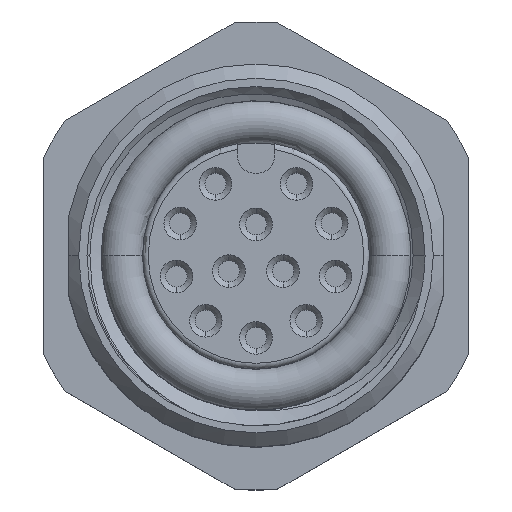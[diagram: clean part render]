
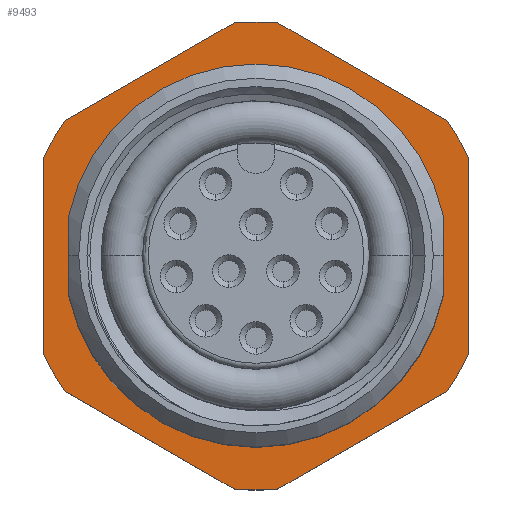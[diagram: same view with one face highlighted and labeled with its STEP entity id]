
A CAD part, top view. The second image highlights one B-rep face of the part: STEP entity #9493.
In plain terms, the highlighted planar face has unit normal (0, 0, 1).
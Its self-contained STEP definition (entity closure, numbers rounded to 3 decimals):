
#30 = LINE ( 'NONE', #2608, #10167 ) ;
#85 = AXIS2_PLACEMENT_3D ( 'NONE', #247, #958, #4310 ) ;
#247 = CARTESIAN_POINT ( 'NONE',  ( 0., 0., -8.4 ) ) ;
#254 = DIRECTION ( 'NONE',  ( 1., 0., 0. ) ) ;
#300 = DIRECTION ( 'NONE',  ( 1., 0., 0. ) ) ;
#308 = ORIENTED_EDGE ( 'NONE', *, *, #9555, .F. ) ;
#462 = ORIENTED_EDGE ( 'NONE', *, *, #8271, .F. ) ;
#484 = CARTESIAN_POINT ( 'NONE',  ( -7.5, -3.437, -8.4 ) ) ;
#519 = DIRECTION ( 'NONE',  ( 0., 0., 1. ) ) ;
#637 = ORIENTED_EDGE ( 'NONE', *, *, #1228, .F. ) ;
#714 = CARTESIAN_POINT ( 'NONE',  ( -7.5, 8.25, -8.4 ) ) ;
#717 = DIRECTION ( 'NONE',  ( 0., -1., 0. ) ) ;
#740 = CARTESIAN_POINT ( 'NONE',  ( 7.5, -3.437, -8.4 ) ) ;
#857 = CARTESIAN_POINT ( 'NONE',  ( 0.774, -8.214, -8.4 ) ) ;
#958 = DIRECTION ( 'NONE',  ( 0., 0., 1. ) ) ;
#985 = VERTEX_POINT ( 'NONE', #9183 ) ;
#1019 = DIRECTION ( 'NONE',  ( 0., 0., 1. ) ) ;
#1228 = EDGE_CURVE ( 'NONE', #10858, #4523, #5385, .T. ) ;
#1273 = DIRECTION ( 'NONE',  ( -0.866, 0.5, 0. ) ) ;
#1334 = EDGE_LOOP ( 'NONE', ( #5298, #3734, #1400, #4036 ) ) ;
#1400 = ORIENTED_EDGE ( 'NONE', *, *, #8897, .T. ) ;
#1437 = CARTESIAN_POINT ( 'NONE',  ( 0., 0., -8.4 ) ) ;
#1464 = DIRECTION ( 'NONE',  ( 0., 0., 1. ) ) ;
#1531 = DIRECTION ( 'NONE',  ( 0., -1., 0. ) ) ;
#1560 = EDGE_CURVE ( 'NONE', #9138, #1915, #6361, .T. ) ;
#1650 = CARTESIAN_POINT ( 'NONE',  ( 7.5, 8.25, -8.4 ) ) ;
#1666 = ORIENTED_EDGE ( 'NONE', *, *, #1823, .F. ) ;
#1760 = LINE ( 'NONE', #1650, #4813 ) ;
#1823 = EDGE_CURVE ( 'NONE', #9946, #10553, #1760, .T. ) ;
#1891 = LINE ( 'NONE', #6825, #3951 ) ;
#1915 = VERTEX_POINT ( 'NONE', #5773 ) ;
#2120 = CARTESIAN_POINT ( 'NONE',  ( 0., 0., -8.4 ) ) ;
#2152 = VERTEX_POINT ( 'NONE', #9848 ) ;
#2173 = CIRCLE ( 'NONE', #4966, 8.25 ) ;
#2367 = LINE ( 'NONE', #3095, #5747 ) ;
#2433 = AXIS2_PLACEMENT_3D ( 'NONE', #5615, #8984, #6708 ) ;
#2608 = CARTESIAN_POINT ( 'NONE',  ( 7.322, -4.433, -8.4 ) ) ;
#2671 = DIRECTION ( 'NONE',  ( 0.866, -0.5, 0. ) ) ;
#2697 = ORIENTED_EDGE ( 'NONE', *, *, #3420, .T. ) ;
#2727 = LINE ( 'NONE', #3494, #3603 ) ;
#2789 = ORIENTED_EDGE ( 'NONE', *, *, #4743, .F. ) ;
#2800 = VERTEX_POINT ( 'NONE', #484 ) ;
#3075 = CARTESIAN_POINT ( 'NONE',  ( 6.6, 1.415, -8.4 ) ) ;
#3095 = CARTESIAN_POINT ( 'NONE',  ( -6.6, 11.767, -8.4 ) ) ;
#3420 = EDGE_CURVE ( 'NONE', #10858, #10115, #6301, .T. ) ;
#3494 = CARTESIAN_POINT ( 'NONE',  ( -0.178, 8.558, -8.4 ) ) ;
#3582 = CARTESIAN_POINT ( 'NONE',  ( -0.774, -8.214, -8.4 ) ) ;
#3603 = VECTOR ( 'NONE', #10215, 1000. ) ;
#3612 = CARTESIAN_POINT ( 'NONE',  ( 0., 0., -8.4 ) ) ;
#3734 = ORIENTED_EDGE ( 'NONE', *, *, #3937, .F. ) ;
#3768 = CARTESIAN_POINT ( 'NONE',  ( 6.6, -1.415, -8.4 ) ) ;
#3830 = CIRCLE ( 'NONE', #8571, 8.25 ) ;
#3846 = CARTESIAN_POINT ( 'NONE',  ( -6.726, 4.777, -8.4 ) ) ;
#3857 = CARTESIAN_POINT ( 'NONE',  ( -7.322, -4.433, -8.4 ) ) ;
#3908 = CARTESIAN_POINT ( 'NONE',  ( 6.6, 11.767, -8.4 ) ) ;
#3924 = DIRECTION ( 'NONE',  ( 1., 0., 0. ) ) ;
#3937 = EDGE_CURVE ( 'NONE', #9199, #6767, #4793, .T. ) ;
#3951 = VECTOR ( 'NONE', #2671, 1000. ) ;
#3981 = DIRECTION ( 'NONE',  ( 0., 0., 1. ) ) ;
#4027 = AXIS2_PLACEMENT_3D ( 'NONE', #1437, #3981, #8833 ) ;
#4036 = ORIENTED_EDGE ( 'NONE', *, *, #7160, .F. ) ;
#4076 = EDGE_CURVE ( 'NONE', #2152, #985, #5668, .T. ) ;
#4202 = EDGE_CURVE ( 'NONE', #10348, #10553, #2173, .T. ) ;
#4280 = CARTESIAN_POINT ( 'NONE',  ( -6.6, 1.415, -8.4 ) ) ;
#4310 = DIRECTION ( 'NONE',  ( 1., 0., 0. ) ) ;
#4380 = CARTESIAN_POINT ( 'NONE',  ( 6.726, 4.777, -8.4 ) ) ;
#4425 = CARTESIAN_POINT ( 'NONE',  ( 0., 0., -8.4 ) ) ;
#4523 = VERTEX_POINT ( 'NONE', #7643 ) ;
#4624 = ORIENTED_EDGE ( 'NONE', *, *, #7099, .T. ) ;
#4743 = EDGE_CURVE ( 'NONE', #2800, #1915, #6475, .T. ) ;
#4793 = CIRCLE ( 'NONE', #9018, 6.75 ) ;
#4813 = VECTOR ( 'NONE', #717, 1000. ) ;
#4871 = DIRECTION ( 'NONE',  ( 1., 0., 0. ) ) ;
#4887 = DIRECTION ( 'NONE',  ( 0., 1., 0. ) ) ;
#4921 = ORIENTED_EDGE ( 'NONE', *, *, #4076, .T. ) ;
#4966 = AXIS2_PLACEMENT_3D ( 'NONE', #8153, #5670, #8319 ) ;
#5298 = ORIENTED_EDGE ( 'NONE', *, *, #8920, .T. ) ;
#5385 = LINE ( 'NONE', #3857, #6446 ) ;
#5473 = CARTESIAN_POINT ( 'NONE',  ( -6.6, -1.415, -8.4 ) ) ;
#5573 = CARTESIAN_POINT ( 'NONE',  ( 6.726, -4.777, -8.4 ) ) ;
#5615 = CARTESIAN_POINT ( 'NONE',  ( 0., 8.25, -8.4 ) ) ;
#5668 = CIRCLE ( 'NONE', #6690, 8.25 ) ;
#5670 = DIRECTION ( 'NONE',  ( 0., 0., 1. ) ) ;
#5747 = VECTOR ( 'NONE', #4887, 1000. ) ;
#5773 = CARTESIAN_POINT ( 'NONE',  ( -7.5, 3.437, -8.4 ) ) ;
#5828 = ORIENTED_EDGE ( 'NONE', *, *, #7165, .F. ) ;
#5860 = AXIS2_PLACEMENT_3D ( 'NONE', #7826, #6877, #300 ) ;
#6215 = CIRCLE ( 'NONE', #85, 6.75 ) ;
#6301 = CIRCLE ( 'NONE', #4027, 8.25 ) ;
#6361 = CIRCLE ( 'NONE', #10065, 8.25 ) ;
#6446 = VECTOR ( 'NONE', #1273, 1000. ) ;
#6475 = LINE ( 'NONE', #714, #8018 ) ;
#6690 = AXIS2_PLACEMENT_3D ( 'NONE', #2120, #519, #3924 ) ;
#6708 = DIRECTION ( 'NONE',  ( -1., 0., 0. ) ) ;
#6767 = VERTEX_POINT ( 'NONE', #4280 ) ;
#6812 = EDGE_LOOP ( 'NONE', ( #4921, #5828, #10777, #2789, #7086, #637, #2697, #308, #9801, #1666, #4624, #462 ) ) ;
#6825 = CARTESIAN_POINT ( 'NONE',  ( 0.178, 8.558, -8.4 ) ) ;
#6877 = DIRECTION ( 'NONE',  ( 0., 0., 1. ) ) ;
#6964 = VECTOR ( 'NONE', #1531, 1000. ) ;
#7086 = ORIENTED_EDGE ( 'NONE', *, *, #9053, .T. ) ;
#7099 = EDGE_CURVE ( 'NONE', #9946, #8399, #8328, .T. ) ;
#7160 = EDGE_CURVE ( 'NONE', #10415, #7543, #6215, .T. ) ;
#7165 = EDGE_CURVE ( 'NONE', #9138, #985, #2727, .T. ) ;
#7543 = VERTEX_POINT ( 'NONE', #3768 ) ;
#7643 = CARTESIAN_POINT ( 'NONE',  ( -6.726, -4.777, -8.4 ) ) ;
#7774 = DIRECTION ( 'NONE',  ( 0., 0., 1. ) ) ;
#7826 = CARTESIAN_POINT ( 'NONE',  ( 0., 0., -8.4 ) ) ;
#8018 = VECTOR ( 'NONE', #9197, 1000. ) ;
#8153 = CARTESIAN_POINT ( 'NONE',  ( 0., 0., -8.4 ) ) ;
#8271 = EDGE_CURVE ( 'NONE', #2152, #8399, #1891, .T. ) ;
#8319 = DIRECTION ( 'NONE',  ( 1., 0., 0. ) ) ;
#8328 = CIRCLE ( 'NONE', #5860, 8.25 ) ;
#8374 = FACE_BOUND ( 'NONE', #1334, .T. ) ;
#8399 = VERTEX_POINT ( 'NONE', #4380 ) ;
#8571 = AXIS2_PLACEMENT_3D ( 'NONE', #8954, #1464, #4871 ) ;
#8833 = DIRECTION ( 'NONE',  ( 1., 0., 0. ) ) ;
#8897 = EDGE_CURVE ( 'NONE', #9199, #7543, #9078, .T. ) ;
#8920 = EDGE_CURVE ( 'NONE', #10415, #6767, #2367, .T. ) ;
#8954 = CARTESIAN_POINT ( 'NONE',  ( 0., 0., -8.4 ) ) ;
#8984 = DIRECTION ( 'NONE',  ( 0., 0., -1. ) ) ;
#9018 = AXIS2_PLACEMENT_3D ( 'NONE', #3612, #1019, #10273 ) ;
#9053 = EDGE_CURVE ( 'NONE', #2800, #4523, #3830, .T. ) ;
#9078 = LINE ( 'NONE', #3908, #6964 ) ;
#9138 = VERTEX_POINT ( 'NONE', #3846 ) ;
#9183 = CARTESIAN_POINT ( 'NONE',  ( -0.774, 8.214, -8.4 ) ) ;
#9197 = DIRECTION ( 'NONE',  ( 0., 1., 0. ) ) ;
#9199 = VERTEX_POINT ( 'NONE', #3075 ) ;
#9267 = DIRECTION ( 'NONE',  ( -0.866, -0.5, 0. ) ) ;
#9493 = ADVANCED_FACE ( 'NONE', ( #8374, #10650 ), #9823, .F. ) ;
#9555 = EDGE_CURVE ( 'NONE', #10348, #10115, #30, .T. ) ;
#9801 = ORIENTED_EDGE ( 'NONE', *, *, #4202, .T. ) ;
#9823 = PLANE ( 'NONE',  #2433 ) ;
#9848 = CARTESIAN_POINT ( 'NONE',  ( 0.774, 8.214, -8.4 ) ) ;
#9946 = VERTEX_POINT ( 'NONE', #10370 ) ;
#10065 = AXIS2_PLACEMENT_3D ( 'NONE', #4425, #7774, #254 ) ;
#10115 = VERTEX_POINT ( 'NONE', #857 ) ;
#10167 = VECTOR ( 'NONE', #9267, 1000. ) ;
#10215 = DIRECTION ( 'NONE',  ( 0.866, 0.5, 0. ) ) ;
#10273 = DIRECTION ( 'NONE',  ( 1., 0., 0. ) ) ;
#10348 = VERTEX_POINT ( 'NONE', #5573 ) ;
#10370 = CARTESIAN_POINT ( 'NONE',  ( 7.5, 3.437, -8.4 ) ) ;
#10415 = VERTEX_POINT ( 'NONE', #5473 ) ;
#10553 = VERTEX_POINT ( 'NONE', #740 ) ;
#10650 = FACE_OUTER_BOUND ( 'NONE', #6812, .T. ) ;
#10777 = ORIENTED_EDGE ( 'NONE', *, *, #1560, .T. ) ;
#10858 = VERTEX_POINT ( 'NONE', #3582 ) ;
